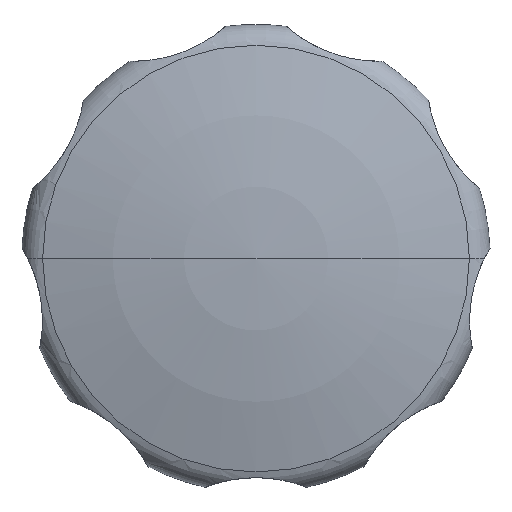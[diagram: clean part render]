
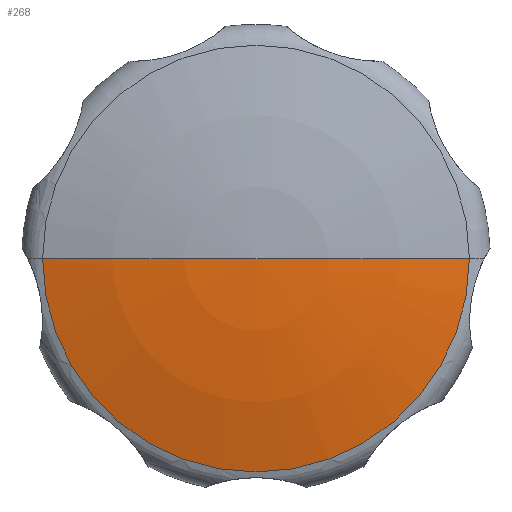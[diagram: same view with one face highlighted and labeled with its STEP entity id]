
A CAD part, top view. The second image highlights one B-rep face of the part: STEP entity #268.
In plain terms, the highlighted spherical face has radius 88.136 mm.
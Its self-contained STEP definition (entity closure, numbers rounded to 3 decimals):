
#268=ADVANCED_FACE('',(#671),#672,.T.);
#284=EDGE_CURVE('',#294,#416,#688,.T.);
#294=VERTEX_POINT('',#699);
#416=VERTEX_POINT('',#832);
#456=EDGE_CURVE('',#294,#556,#878,.T.);
#458=EDGE_CURVE('',#556,#416,#880,.T.);
#556=VERTEX_POINT('',#988);
#671=FACE_OUTER_BOUND('',#1117,.T.);
#672=SPHERICAL_SURFACE('',#1118,88.136);
#688=CIRCLE('',#1141,22.775);
#699=CARTESIAN_POINT('',(-22.775,0.,23.006));
#832=CARTESIAN_POINT('',(22.775,0.,23.006));
#878=CIRCLE('',#1746,88.136);
#880=CIRCLE('',#1749,88.136);
#988=CARTESIAN_POINT('',(0.,0.,26.0));
#1117=EDGE_LOOP('',(#2194,#2195,#2196));
#1118=AXIS2_PLACEMENT_3D('',#2197,#2198,#2199);
#1141=AXIS2_PLACEMENT_3D('',#2208,#2209,#2210);
#1746=AXIS2_PLACEMENT_3D('',#2435,#2436,#2437);
#1749=AXIS2_PLACEMENT_3D('',#2438,#2439,#2440);
#2194=ORIENTED_EDGE('',*,*,#456,.F.);
#2195=ORIENTED_EDGE('',*,*,#284,.T.);
#2196=ORIENTED_EDGE('',*,*,#458,.F.);
#2197=CARTESIAN_POINT('',(0.,0.,-62.136));
#2198=DIRECTION('',(0.0,0.0,1.0));
#2199=DIRECTION('',(-1.0,0.,0.0));
#2208=CARTESIAN_POINT('',(0.,0.,23.006));
#2209=DIRECTION('',(0.0,0.0,1.0));
#2210=DIRECTION('',(-1.0,0.,0.0));
#2435=CARTESIAN_POINT('',(0.,0.,-62.136));
#2436=DIRECTION('',(0.,1.0,0.0));
#2437=DIRECTION('',(0.0,-0.0,-1.0));
#2438=CARTESIAN_POINT('',(0.,0.,-62.136));
#2439=DIRECTION('',(0.,1.0,0.0));
#2440=DIRECTION('',(0.0,-0.0,-1.0));
